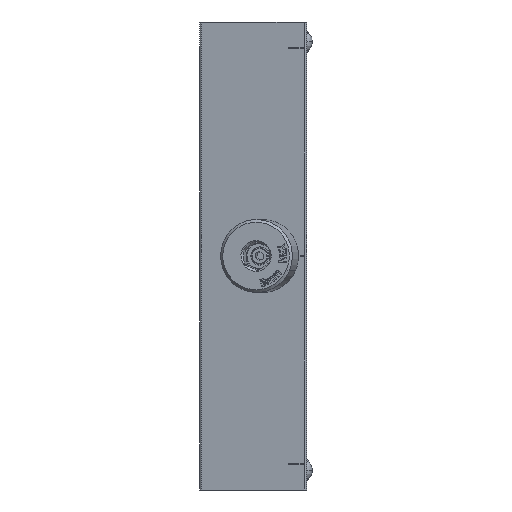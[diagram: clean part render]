
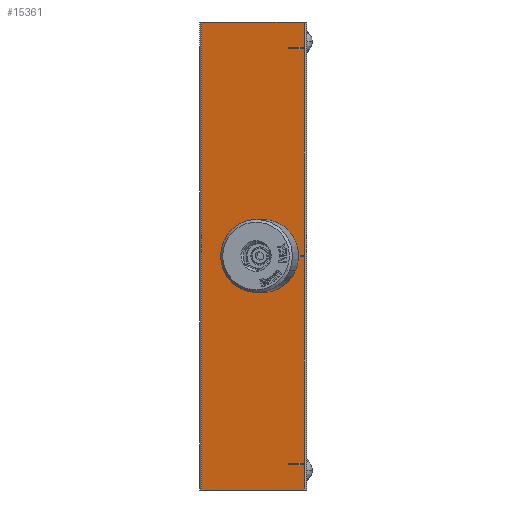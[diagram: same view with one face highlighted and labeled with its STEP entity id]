
A CAD part, left-side view. The second image highlights one B-rep face of the part: STEP entity #15361.
In plain terms, the highlighted planar face has unit normal (-0.985, 0.173, 0).
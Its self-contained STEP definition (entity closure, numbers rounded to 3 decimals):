
#66 = AXIS2_PLACEMENT_3D ( 'NONE', #6479, #14268, #14514 ) ;
#94 = CARTESIAN_POINT ( 'NONE',  ( -87.779, 17.25, -22.042 ) ) ;
#343 = EDGE_CURVE ( 'NONE', #15854, #20310, #381, .T. ) ;
#381 = LINE ( 'NONE', #16490, #4479 ) ;
#452 = CARTESIAN_POINT ( 'NONE',  ( -90.723, 0.518, -16.892 ) ) ;
#996 = DIRECTION ( 'NONE',  ( 0.173, 0.985, 0. ) ) ;
#1186 = CARTESIAN_POINT ( 'NONE',  ( -90.723, 0.518, -16.892 ) ) ;
#1214 = CARTESIAN_POINT ( 'NONE',  ( -91.243, -2.437, 23.108 ) ) ;
#1740 = DIRECTION ( 'NONE',  ( 0.173, 0.985, 0. ) ) ;
#1753 = VERTEX_POINT ( 'NONE', #11418 ) ;
#1813 = LINE ( 'NONE', #10277, #9237 ) ;
#1877 = LINE ( 'NONE', #17993, #23165 ) ;
#2174 = LINE ( 'NONE', #10235, #20643 ) ;
#2180 = EDGE_CURVE ( 'NONE', #3877, #16893, #23532, .T. ) ;
#2315 = CARTESIAN_POINT ( 'NONE',  ( -90.723, 0.518, 22.808 ) ) ;
#2409 = CARTESIAN_POINT ( 'NONE',  ( -90.723, 0.518, 63.108 ) ) ;
#2413 = DIRECTION ( 'NONE',  ( 0.173, 0.985, 0. ) ) ;
#2473 = LINE ( 'NONE', #8551, #4257 ) ;
#2487 = CARTESIAN_POINT ( 'NONE',  ( -90.723, 0.518, -16.892 ) ) ;
#2622 = VECTOR ( 'NONE', #24760, 1000. ) ;
#2627 = DIRECTION ( 'NONE',  ( -0.173, -0.985, 0. ) ) ;
#2784 = EDGE_CURVE ( 'NONE', #20847, #3877, #16725, .T. ) ;
#2789 = CARTESIAN_POINT ( 'NONE',  ( -90.723, 0.518, 22.808 ) ) ;
#3179 = ORIENTED_EDGE ( 'NONE', *, *, #4815, .F. ) ;
#3267 = AXIS2_PLACEMENT_3D ( 'NONE', #13410, #3364, #996 ) ;
#3308 = LINE ( 'NONE', #5293, #7391 ) ;
#3319 = VERTEX_POINT ( 'NONE', #16360 ) ;
#3364 = DIRECTION ( 'NONE',  ( 0.985, -0.173, 0. ) ) ;
#3437 = VECTOR ( 'NONE', #15199, 1000. ) ;
#3877 = VERTEX_POINT ( 'NONE', #452 ) ;
#3924 = DIRECTION ( 'NONE',  ( -0.173, -0.985, 0. ) ) ;
#4151 = LINE ( 'NONE', #19998, #15047 ) ;
#4257 = VECTOR ( 'NONE', #14230, 1000. ) ;
#4479 = VECTOR ( 'NONE', #24594, 1000. ) ;
#4497 = VERTEX_POINT ( 'NONE', #25423 ) ;
#4512 = LINE ( 'NONE', #8610, #2622 ) ;
#4815 = EDGE_CURVE ( 'NONE', #21527, #3319, #4884, .T. ) ;
#4884 = LINE ( 'NONE', #12926, #24408 ) ;
#5182 = VERTEX_POINT ( 'NONE', #9328 ) ;
#5267 = ORIENTED_EDGE ( 'NONE', *, *, #9370, .T. ) ;
#5293 = CARTESIAN_POINT ( 'NONE',  ( -90.723, 0.518, -17.192 ) ) ;
#5616 = VERTEX_POINT ( 'NONE', #7195 ) ;
#5863 = CARTESIAN_POINT ( 'NONE',  ( -90.723, 0.518, 23.108 ) ) ;
#6011 = ORIENTED_EDGE ( 'NONE', *, *, #2784, .F. ) ;
#6371 = VERTEX_POINT ( 'NONE', #23715 ) ;
#6479 = CARTESIAN_POINT ( 'NONE',  ( -91.243, -2.437, 67.958 ) ) ;
#6536 = EDGE_CURVE ( 'NONE', #19398, #11670, #4151, .T. ) ;
#6662 = ORIENTED_EDGE ( 'NONE', *, *, #13185, .F. ) ;
#6721 = DIRECTION ( 'NONE',  ( 0.173, 0.985, 0. ) ) ;
#7112 = CARTESIAN_POINT ( 'NONE',  ( -90.723, 0.518, 62.808 ) ) ;
#7195 = CARTESIAN_POINT ( 'NONE',  ( -87.779, 17.25, 67.958 ) ) ;
#7389 = ORIENTED_EDGE ( 'NONE', *, *, #2180, .F. ) ;
#7391 = VECTOR ( 'NONE', #23942, 1000. ) ;
#7566 = CARTESIAN_POINT ( 'NONE',  ( -91.243, -2.437, -17.192 ) ) ;
#7969 = EDGE_CURVE ( 'NONE', #5182, #6371, #14659, .T. ) ;
#8247 = VECTOR ( 'NONE', #16444, 1000. ) ;
#8444 = EDGE_CURVE ( 'NONE', #4497, #21527, #8620, .T. ) ;
#8466 = CIRCLE ( 'NONE', #24081, 2.8 ) ;
#8551 = CARTESIAN_POINT ( 'NONE',  ( -91.243, -2.437, 67.958 ) ) ;
#8610 = CARTESIAN_POINT ( 'NONE',  ( -91.243, -2.437, 67.958 ) ) ;
#8620 = LINE ( 'NONE', #24525, #13856 ) ;
#8783 = EDGE_LOOP ( 'NONE', ( #26105, #25589, #7389, #6011, #6662, #21930, #11984, #19185, #10361, #15827, #3179, #10332, #20827, #14187, #14451, #5267 ) ) ;
#9194 = EDGE_CURVE ( 'NONE', #5616, #1753, #2174, .T. ) ;
#9214 = VERTEX_POINT ( 'NONE', #20132 ) ;
#9237 = VECTOR ( 'NONE', #3924, 1000. ) ;
#9328 = CARTESIAN_POINT ( 'NONE',  ( -89.373, 8.189, 22.958 ) ) ;
#9370 = EDGE_CURVE ( 'NONE', #9425, #20310, #1813, .T. ) ;
#9425 = VERTEX_POINT ( 'NONE', #94 ) ;
#9657 = VECTOR ( 'NONE', #2627, 1000. ) ;
#9797 = DIRECTION ( 'NONE',  ( 0., 0., -1. ) ) ;
#10224 = VECTOR ( 'NONE', #6721, 1000. ) ;
#10235 = CARTESIAN_POINT ( 'NONE',  ( -91.243, -2.437, 67.958 ) ) ;
#10238 = CARTESIAN_POINT ( 'NONE',  ( -91.243, -2.437, -16.892 ) ) ;
#10277 = CARTESIAN_POINT ( 'NONE',  ( -91.243, -2.437, -22.042 ) ) ;
#10332 = ORIENTED_EDGE ( 'NONE', *, *, #8444, .F. ) ;
#10361 = ORIENTED_EDGE ( 'NONE', *, *, #14869, .F. ) ;
#10455 = VERTEX_POINT ( 'NONE', #5863 ) ;
#11021 = EDGE_LOOP ( 'NONE', ( #17159, #13222 ) ) ;
#11418 = CARTESIAN_POINT ( 'NONE',  ( -91.243, -2.437, 67.958 ) ) ;
#11670 = VERTEX_POINT ( 'NONE', #23475 ) ;
#11702 = EDGE_CURVE ( 'NONE', #6371, #5182, #8466, .T. ) ;
#11806 = DIRECTION ( 'NONE',  ( -0.173, -0.985, 0. ) ) ;
#11984 = ORIENTED_EDGE ( 'NONE', *, *, #19394, .F. ) ;
#12087 = CARTESIAN_POINT ( 'NONE',  ( -91.243, -2.437, -22.042 ) ) ;
#12155 = FACE_BOUND ( 'NONE', #11021, .T. ) ;
#12926 = CARTESIAN_POINT ( 'NONE',  ( -90.723, 0.518, 62.808 ) ) ;
#13172 = LINE ( 'NONE', #7112, #9657 ) ;
#13185 = EDGE_CURVE ( 'NONE', #11670, #20847, #2473, .T. ) ;
#13222 = ORIENTED_EDGE ( 'NONE', *, *, #7969, .T. ) ;
#13353 = CARTESIAN_POINT ( 'NONE',  ( -87.779, 17.25, 67.958 ) ) ;
#13410 = CARTESIAN_POINT ( 'NONE',  ( -89.859, 5.432, 22.958 ) ) ;
#13549 = EDGE_CURVE ( 'NONE', #24394, #10455, #22095, .T. ) ;
#13757 = CARTESIAN_POINT ( 'NONE',  ( -90.723, 0.518, 23.108 ) ) ;
#13856 = VECTOR ( 'NONE', #2413, 1000. ) ;
#14187 = ORIENTED_EDGE ( 'NONE', *, *, #9194, .F. ) ;
#14230 = DIRECTION ( 'NONE',  ( 0., 0., -1. ) ) ;
#14268 = DIRECTION ( 'NONE',  ( 0.985, -0.173, 0. ) ) ;
#14428 = EDGE_CURVE ( 'NONE', #5616, #9425, #15599, .T. ) ;
#14451 = ORIENTED_EDGE ( 'NONE', *, *, #14428, .T. ) ;
#14514 = DIRECTION ( 'NONE',  ( 0., 0., -1. ) ) ;
#14659 = CIRCLE ( 'NONE', #3267, 2.8 ) ;
#14869 = EDGE_CURVE ( 'NONE', #9214, #24394, #4512, .T. ) ;
#15047 = VECTOR ( 'NONE', #15752, 1000. ) ;
#15199 = DIRECTION ( 'NONE',  ( 0., 0., -1. ) ) ;
#15361 = ADVANCED_FACE ( 'NONE', ( #18743, #12155 ), #24608, .F. ) ;
#15517 = DIRECTION ( 'NONE',  ( 0.985, -0.173, 0. ) ) ;
#15599 = LINE ( 'NONE', #13353, #25889 ) ;
#15668 = VECTOR ( 'NONE', #1740, 1000. ) ;
#15752 = DIRECTION ( 'NONE',  ( -0.173, -0.985, 0. ) ) ;
#15827 = ORIENTED_EDGE ( 'NONE', *, *, #25050, .F. ) ;
#15854 = VERTEX_POINT ( 'NONE', #7566 ) ;
#16360 = CARTESIAN_POINT ( 'NONE',  ( -90.723, 0.518, 62.808 ) ) ;
#16444 = DIRECTION ( 'NONE',  ( 0., 0., -1. ) ) ;
#16490 = CARTESIAN_POINT ( 'NONE',  ( -91.243, -2.437, 67.958 ) ) ;
#16685 = CARTESIAN_POINT ( 'NONE',  ( -90.723, 0.518, -17.192 ) ) ;
#16725 = LINE ( 'NONE', #2487, #10224 ) ;
#16893 = VERTEX_POINT ( 'NONE', #16685 ) ;
#17116 = EDGE_CURVE ( 'NONE', #1753, #4497, #1877, .T. ) ;
#17159 = ORIENTED_EDGE ( 'NONE', *, *, #11702, .T. ) ;
#17503 = CARTESIAN_POINT ( 'NONE',  ( -89.859, 5.432, 22.958 ) ) ;
#17993 = CARTESIAN_POINT ( 'NONE',  ( -91.243, -2.437, 67.958 ) ) ;
#18743 = FACE_OUTER_BOUND ( 'NONE', #8783, .T. ) ;
#18884 = EDGE_CURVE ( 'NONE', #16893, #15854, #3308, .T. ) ;
#19185 = ORIENTED_EDGE ( 'NONE', *, *, #13549, .F. ) ;
#19394 = EDGE_CURVE ( 'NONE', #10455, #19398, #20420, .T. ) ;
#19398 = VERTEX_POINT ( 'NONE', #2789 ) ;
#19998 = CARTESIAN_POINT ( 'NONE',  ( -90.723, 0.518, 22.808 ) ) ;
#20132 = CARTESIAN_POINT ( 'NONE',  ( -91.243, -2.437, 62.808 ) ) ;
#20310 = VERTEX_POINT ( 'NONE', #12087 ) ;
#20420 = LINE ( 'NONE', #2315, #8247 ) ;
#20643 = VECTOR ( 'NONE', #11806, 1000. ) ;
#20748 = DIRECTION ( 'NONE',  ( 0., 0., -1. ) ) ;
#20827 = ORIENTED_EDGE ( 'NONE', *, *, #17116, .F. ) ;
#20847 = VERTEX_POINT ( 'NONE', #10238 ) ;
#21477 = DIRECTION ( 'NONE',  ( 0.173, 0.985, 0. ) ) ;
#21527 = VERTEX_POINT ( 'NONE', #2409 ) ;
#21930 = ORIENTED_EDGE ( 'NONE', *, *, #6536, .F. ) ;
#22095 = LINE ( 'NONE', #13757, #15668 ) ;
#23165 = VECTOR ( 'NONE', #23830, 1000. ) ;
#23475 = CARTESIAN_POINT ( 'NONE',  ( -91.243, -2.437, 22.808 ) ) ;
#23532 = LINE ( 'NONE', #1186, #3437 ) ;
#23715 = CARTESIAN_POINT ( 'NONE',  ( -90.344, 2.674, 22.958 ) ) ;
#23830 = DIRECTION ( 'NONE',  ( 0., 0., -1. ) ) ;
#23942 = DIRECTION ( 'NONE',  ( -0.173, -0.985, 0. ) ) ;
#24081 = AXIS2_PLACEMENT_3D ( 'NONE', #17503, #15517, #21477 ) ;
#24394 = VERTEX_POINT ( 'NONE', #1214 ) ;
#24408 = VECTOR ( 'NONE', #20748, 1000. ) ;
#24525 = CARTESIAN_POINT ( 'NONE',  ( -90.723, 0.518, 63.108 ) ) ;
#24594 = DIRECTION ( 'NONE',  ( 0., 0., -1. ) ) ;
#24608 = PLANE ( 'NONE',  #66 ) ;
#24760 = DIRECTION ( 'NONE',  ( 0., 0., -1. ) ) ;
#25050 = EDGE_CURVE ( 'NONE', #3319, #9214, #13172, .T. ) ;
#25423 = CARTESIAN_POINT ( 'NONE',  ( -91.243, -2.437, 63.108 ) ) ;
#25589 = ORIENTED_EDGE ( 'NONE', *, *, #18884, .F. ) ;
#25889 = VECTOR ( 'NONE', #9797, 1000. ) ;
#26105 = ORIENTED_EDGE ( 'NONE', *, *, #343, .F. ) ;
